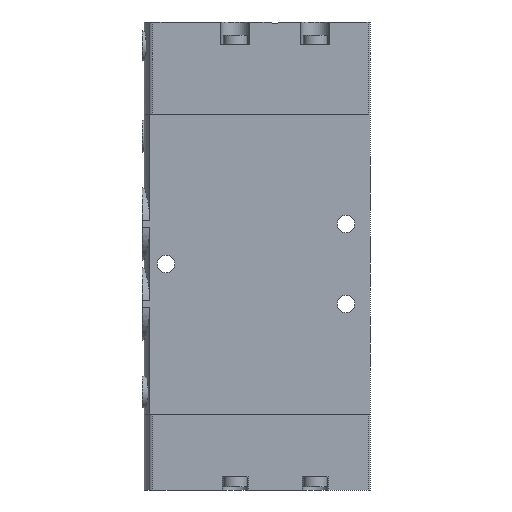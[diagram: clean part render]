
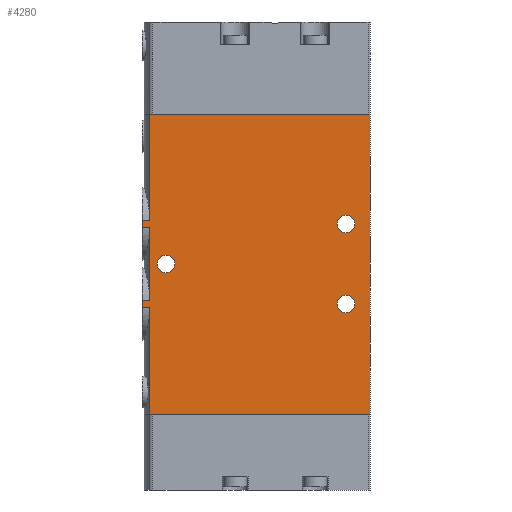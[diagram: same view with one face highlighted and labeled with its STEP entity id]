
A CAD part, left-side view. The second image highlights one B-rep face of the part: STEP entity #4280.
In plain terms, the highlighted face is planar.
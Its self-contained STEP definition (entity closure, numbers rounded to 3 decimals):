
#100=PLANE('',#4619);
#331=CIRCLE('',#4607,2.2);
#333=CIRCLE('',#4610,2.2);
#338=CIRCLE('',#4620,2.2);
#641=ORIENTED_EDGE('',*,*,#1872,.T.);
#642=ORIENTED_EDGE('',*,*,#1897,.T.);
#643=ORIENTED_EDGE('',*,*,#1888,.F.);
#644=ORIENTED_EDGE('',*,*,#1861,.T.);
#645=ORIENTED_EDGE('',*,*,#1874,.T.);
#646=ORIENTED_EDGE('',*,*,#1863,.T.);
#647=ORIENTED_EDGE('',*,*,#1892,.F.);
#648=ORIENTED_EDGE('',*,*,#1853,.T.);
#649=ORIENTED_EDGE('',*,*,#1877,.T.);
#650=ORIENTED_EDGE('',*,*,#1855,.T.);
#651=ORIENTED_EDGE('',*,*,#1884,.F.);
#652=ORIENTED_EDGE('',*,*,#1898,.F.);
#653=ORIENTED_EDGE('',*,*,#1882,.F.);
#654=ORIENTED_EDGE('',*,*,#1880,.F.);
#655=ORIENTED_EDGE('',*,*,#1899,.F.);
#1853=EDGE_CURVE('',#2492,#2491,#2922,.F.);
#1855=EDGE_CURVE('',#2493,#2494,#2923,.T.);
#1861=EDGE_CURVE('',#2500,#2499,#2926,.F.);
#1863=EDGE_CURVE('',#2501,#2502,#2927,.T.);
#1872=EDGE_CURVE('',#2511,#2510,#2931,.T.);
#1874=EDGE_CURVE('',#2499,#2501,#2933,.T.);
#1877=EDGE_CURVE('',#2491,#2493,#2935,.T.);
#1880=EDGE_CURVE('',#2514,#2514,#331,.F.);
#1882=EDGE_CURVE('',#2516,#2516,#333,.F.);
#1884=EDGE_CURVE('',#2518,#2494,#2937,.T.);
#1888=EDGE_CURVE('',#2500,#2521,#2939,.T.);
#1892=EDGE_CURVE('',#2492,#2502,#2941,.T.);
#1897=EDGE_CURVE('',#2510,#2521,#2945,.T.);
#1898=EDGE_CURVE('',#2511,#2518,#2946,.T.);
#1899=EDGE_CURVE('',#2525,#2525,#338,.F.);
#2491=VERTEX_POINT('',#6455);
#2492=VERTEX_POINT('',#6457);
#2493=VERTEX_POINT('',#6470);
#2494=VERTEX_POINT('',#6471);
#2499=VERTEX_POINT('',#6492);
#2500=VERTEX_POINT('',#6494);
#2501=VERTEX_POINT('',#6507);
#2502=VERTEX_POINT('',#6508);
#2510=VERTEX_POINT('',#6534);
#2511=VERTEX_POINT('',#6536);
#2514=VERTEX_POINT('',#6550);
#2516=VERTEX_POINT('',#6555);
#2518=VERTEX_POINT('',#6560);
#2521=VERTEX_POINT('',#6579);
#2525=VERTEX_POINT('',#6607);
#2922=LINE('',#6456,#3156);
#2923=LINE('',#6469,#3157);
#2926=LINE('',#6493,#3160);
#2927=LINE('',#6506,#3161);
#2931=LINE('',#6535,#3165);
#2933=LINE('',#6539,#3167);
#2935=LINE('',#6544,#3169);
#2937=LINE('',#6559,#3171);
#2939=LINE('',#6578,#3173);
#2941=LINE('',#6596,#3175);
#2945=LINE('',#6604,#3179);
#2946=LINE('',#6605,#3180);
#3156=VECTOR('',#5138,1000.);
#3157=VECTOR('',#5141,1000.);
#3160=VECTOR('',#5150,1000.);
#3161=VECTOR('',#5153,1000.);
#3165=VECTOR('',#5167,1000.);
#3167=VECTOR('',#5171,1000.);
#3169=VECTOR('',#5177,1000.);
#3171=VECTOR('',#5195,1000.);
#3173=VECTOR('',#5201,1000.);
#3175=VECTOR('',#5207,1000.);
#3179=VECTOR('',#5217,1000.);
#3180=VECTOR('',#5218,1000.);
#3414=EDGE_LOOP('',(#641,#642,#643,#644,#645,#646,#647,#648,#649,#650,#651,
#652));
#3415=EDGE_LOOP('',(#653));
#3416=EDGE_LOOP('',(#654));
#3417=EDGE_LOOP('',(#655));
#3778=FACE_BOUND('',#3414,.T.);
#3779=FACE_BOUND('',#3415,.T.);
#3780=FACE_BOUND('',#3416,.T.);
#3781=FACE_BOUND('',#3417,.T.);
#4280=ADVANCED_FACE('',(#3778,#3779,#3780,#3781),#100,.F.);
#4607=AXIS2_PLACEMENT_3D('',#6549,#5183,#5184);
#4610=AXIS2_PLACEMENT_3D('',#6554,#5189,#5190);
#4619=AXIS2_PLACEMENT_3D('',#6603,#5215,#5216);
#4620=AXIS2_PLACEMENT_3D('',#6606,#5219,#5220);
#5138=DIRECTION('',(0.,-1.,0.));
#5141=DIRECTION('',(0.,-1.,0.));
#5150=DIRECTION('',(0.,-1.,0.));
#5153=DIRECTION('',(0.,-1.,0.));
#5167=DIRECTION('',(-1.,0.,0.));
#5171=DIRECTION('',(1.,0.,0.));
#5177=DIRECTION('',(1.,0.,0.));
#5183=DIRECTION('',(0.,0.,1.));
#5184=DIRECTION('',(1.,0.,0.));
#5189=DIRECTION('',(0.,0.,1.));
#5190=DIRECTION('',(1.,0.,0.));
#5195=DIRECTION('',(-1.,0.,0.));
#5201=DIRECTION('',(-1.,0.,0.));
#5207=DIRECTION('',(-1.,0.,0.));
#5215=DIRECTION('',(0.,0.,1.));
#5216=DIRECTION('',(1.,0.,0.));
#5217=DIRECTION('',(0.,1.,0.));
#5218=DIRECTION('',(0.,1.,0.));
#5219=DIRECTION('',(0.,0.,1.));
#5220=DIRECTION('',(1.,0.,0.));
#6455=CARTESIAN_POINT('',(46.55,57.,-9.));
#6456=CARTESIAN_POINT('',(46.55,0.,-9.));
#6457=CARTESIAN_POINT('',(46.55,55.018,-9.));
#6469=CARTESIAN_POINT('',(48.45,0.,-9.));
#6470=CARTESIAN_POINT('',(48.45,57.,-9.));
#6471=CARTESIAN_POINT('',(48.45,55.018,-9.));
#6492=CARTESIAN_POINT('',(26.55,57.,-9.));
#6493=CARTESIAN_POINT('',(26.55,0.,-9.));
#6494=CARTESIAN_POINT('',(26.55,55.018,-9.));
#6506=CARTESIAN_POINT('',(28.45,0.,-9.));
#6507=CARTESIAN_POINT('',(28.45,57.,-9.));
#6508=CARTESIAN_POINT('',(28.45,55.018,-9.));
#6534=CARTESIAN_POINT('',(0.,0.,-9.));
#6535=CARTESIAN_POINT('',(75.,0.,-9.));
#6536=CARTESIAN_POINT('',(75.,0.,-9.));
#6539=CARTESIAN_POINT('',(27.5,57.,-9.));
#6544=CARTESIAN_POINT('',(47.5,57.,-9.));
#6549=CARTESIAN_POINT('',(27.5,6.,-9.));
#6550=CARTESIAN_POINT('',(29.7,6.,-9.));
#6554=CARTESIAN_POINT('',(47.5,6.,-9.));
#6555=CARTESIAN_POINT('',(49.7,6.,-9.));
#6559=CARTESIAN_POINT('',(75.,55.018,-9.));
#6560=CARTESIAN_POINT('',(75.,55.018,-9.));
#6578=CARTESIAN_POINT('',(75.,55.018,-9.));
#6579=CARTESIAN_POINT('',(0.,55.018,-9.));
#6596=CARTESIAN_POINT('',(75.,55.018,-9.));
#6603=CARTESIAN_POINT('',(75.,0.,-9.));
#6604=CARTESIAN_POINT('',(0.,0.,-9.));
#6605=CARTESIAN_POINT('',(75.,0.,-9.));
#6606=CARTESIAN_POINT('',(37.5,51.,-9.));
#6607=CARTESIAN_POINT('',(39.7,51.,-9.));
